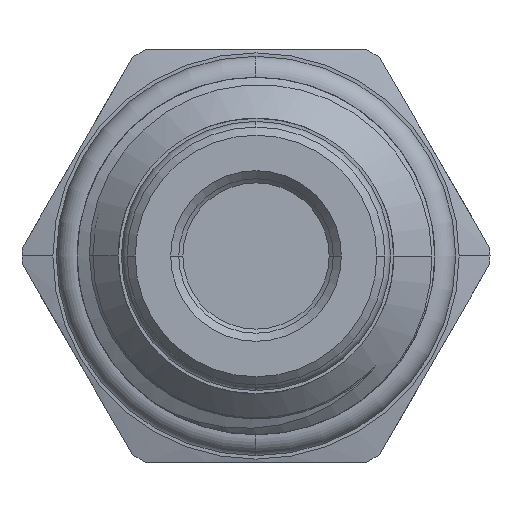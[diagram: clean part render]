
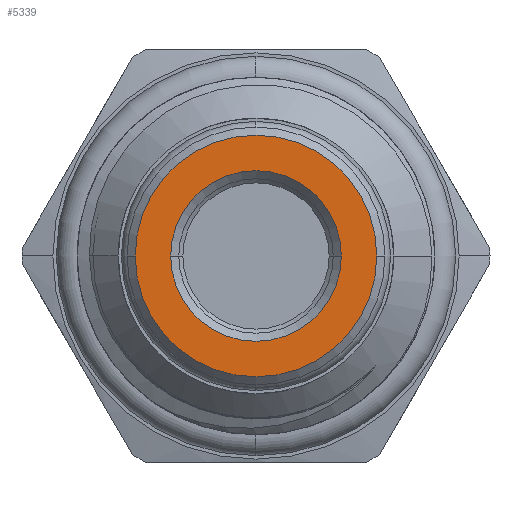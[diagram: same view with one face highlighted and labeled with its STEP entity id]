
A CAD part, left-side view. The second image highlights one B-rep face of the part: STEP entity #5339.
In plain terms, the highlighted planar face has unit normal (-1, 0, 0).
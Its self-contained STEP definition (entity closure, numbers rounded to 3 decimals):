
#336 = EDGE_CURVE ( 'NONE', #13973, #14006, #1572, .T. ) ;
#337 = EDGE_CURVE ( 'NONE', #14046, #14029, #1571, .T. ) ;
#706 = EDGE_CURVE ( 'NONE', #14029, #14046, #5461, .T. ) ;
#825 = EDGE_LOOP ( 'NONE', ( #1222, #1223 ) ) ;
#831 = EDGE_LOOP ( 'NONE', ( #1224, #1225 ) ) ;
#1222 = ORIENTED_EDGE ( 'NONE', *, *, #336, .T. ) ;
#1223 = ORIENTED_EDGE ( 'NONE', *, *, #1936, .T. ) ;
#1224 = ORIENTED_EDGE ( 'NONE', *, *, #337, .F. ) ;
#1225 = ORIENTED_EDGE ( 'NONE', *, *, #706, .F. ) ;
#1571 = CIRCLE ( 'NONE', #1979, 5.25 ) ;
#1572 = CIRCLE ( 'NONE', #1978, 7.435 ) ;
#1936 = EDGE_CURVE ( 'NONE', #14006, #13973, #5559, .T. ) ;
#1978 = AXIS2_PLACEMENT_3D ( 'NONE', #2730, #2731, #2732 ) ;
#1979 = AXIS2_PLACEMENT_3D ( 'NONE', #2733, #2734, #2735 ) ;
#2150 = AXIS2_PLACEMENT_3D ( 'NONE', #4804, #4805, #4806 ) ;
#2191 = AXIS2_PLACEMENT_3D ( 'NONE', #13878, #13752, #6048 ) ;
#2730 = CARTESIAN_POINT ( 'NONE',  ( -36.5, 0., 0. ) ) ;
#2731 = DIRECTION ( 'NONE',  ( -1., 0., 0. ) ) ;
#2732 = DIRECTION ( 'NONE',  ( 0., -1., 0. ) ) ;
#2733 = CARTESIAN_POINT ( 'NONE',  ( -36.5, 0., 0. ) ) ;
#2734 = DIRECTION ( 'NONE',  ( -1., 0., 0. ) ) ;
#2735 = DIRECTION ( 'NONE',  ( 0., -1., 0. ) ) ;
#4804 = CARTESIAN_POINT ( 'NONE',  ( -36.5, 0., 0. ) ) ;
#4805 = DIRECTION ( 'NONE',  ( -1., 0., 0. ) ) ;
#4806 = DIRECTION ( 'NONE',  ( 0., -1., 0. ) ) ;
#5339 = ADVANCED_FACE ( 'NONE', ( #5942, #5945 ), #13140, .T. ) ;
#5461 = CIRCLE ( 'NONE', #2150, 5.25 ) ;
#5559 = CIRCLE ( 'NONE', #2191, 7.435 ) ;
#5942 = FACE_OUTER_BOUND ( 'NONE', #825, .T. ) ;
#5945 = FACE_BOUND ( 'NONE', #831, .T. ) ;
#6048 = DIRECTION ( 'NONE',  ( 0., -1., 0. ) ) ;
#7332 = AXIS2_PLACEMENT_3D ( 'NONE', #13135, #13142, #13143 ) ;
#13135 = CARTESIAN_POINT ( 'NONE',  ( -36.5, 0., 0. ) ) ;
#13140 = PLANE ( 'NONE',  #7332 ) ;
#13142 = DIRECTION ( 'NONE',  ( -1., 0., 0. ) ) ;
#13143 = DIRECTION ( 'NONE',  ( 0., -1., 0. ) ) ;
#13255 = CARTESIAN_POINT ( 'NONE',  ( -36.5, 7.435, 0. ) ) ;
#13268 = CARTESIAN_POINT ( 'NONE',  ( -36.5, -7.435, 0. ) ) ;
#13305 = CARTESIAN_POINT ( 'NONE',  ( -36.5, 5.25, 0. ) ) ;
#13322 = CARTESIAN_POINT ( 'NONE',  ( -36.5, -5.25, 0. ) ) ;
#13752 = DIRECTION ( 'NONE',  ( -1., 0., 0. ) ) ;
#13878 = CARTESIAN_POINT ( 'NONE',  ( -36.5, 0., 0. ) ) ;
#13973 = VERTEX_POINT ( 'NONE', #13255 ) ;
#14006 = VERTEX_POINT ( 'NONE', #13268 ) ;
#14029 = VERTEX_POINT ( 'NONE', #13305 ) ;
#14046 = VERTEX_POINT ( 'NONE', #13322 ) ;
